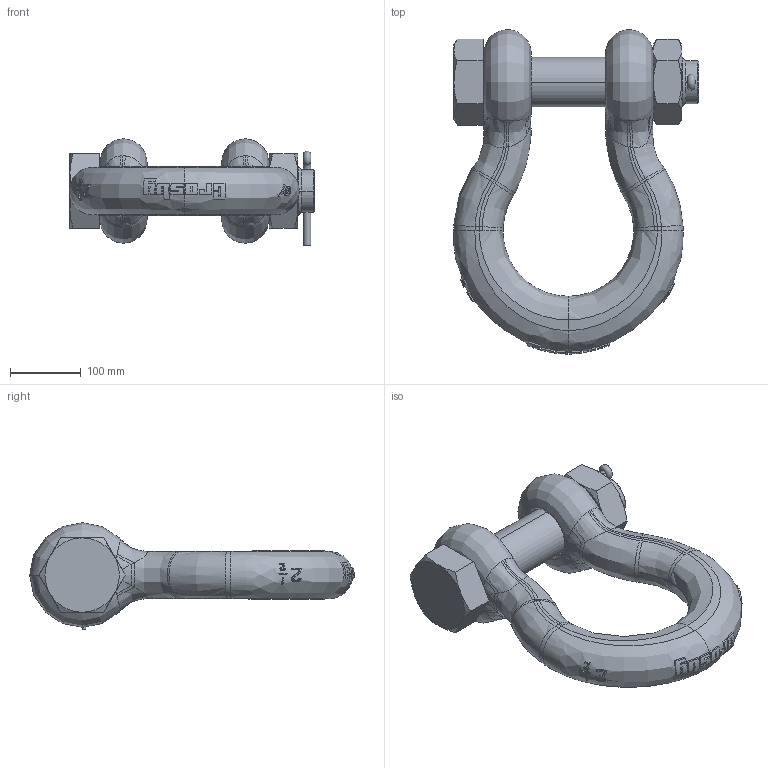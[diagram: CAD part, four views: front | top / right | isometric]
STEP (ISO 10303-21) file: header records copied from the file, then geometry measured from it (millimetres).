
FILE_DESCRIPTION((''),'2;1');
FILE_NAME('CROSBY_2130_250','2003-09-10T',('adoughty'),('The Crosby Group, Inc.'),'PRO/ENGINEER BY PARAMETRIC TECHNOLOGY CORPORATION, 2001150','PRO/ENGINEER BY PARAMETRIC TECHNOLOGY CORPORATION, 2001150','');
FILE_SCHEMA(('CONFIG_CONTROL_DESIGN'));
Length unit declared in the file: inch
Products named in the file (1): CROSBY_2130_250
Bounding box: 345.18 x 456.93 x 150.37 mm (x, y, z)
Volume: 5855212 mm3; surface area: 408833.5 mm2
Topology: 4 solids, 4 shells, 287 faces, 695 edges, 426 vertices
Faces by surface type: bspline 149, plane 101, cylinder 18, cone 14, torus 5
Entity records: 16620 total; most frequent: CARTESIAN_POINT 11330, ORIENTED_EDGE 1390, EDGE_CURVE 695, DIRECTION 513, B_SPLINE_CURVE_WITH_KNOTS 500, VERTEX_POINT 426, EDGE_LOOP 305, FACE_OUTER_BOUND 287
